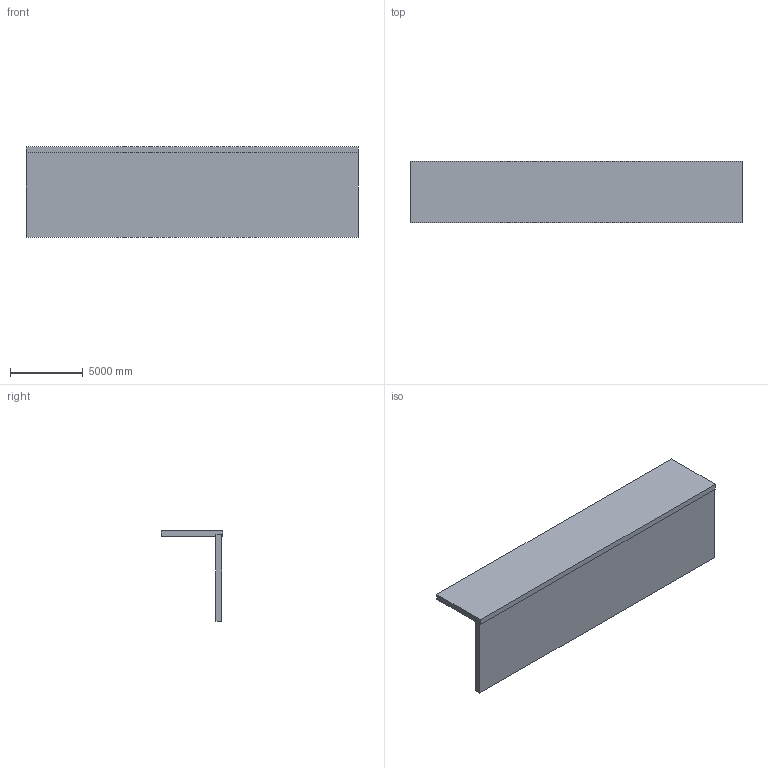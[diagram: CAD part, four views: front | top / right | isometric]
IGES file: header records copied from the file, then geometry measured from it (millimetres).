
Global section: file name: BQSP-900_1; native system: AutoCAD 2016 - English; preprocessor: Autodesk Translation Framework DWG producer (atf_dwg_producer); organization: unknown; date: 20170328.105325; units: inch
Bounding box: 22860 x 4267.2 x 6223 mm (x, y, z)
Volume: 93681567475.2 mm3; surface area: 518001544.6 mm2
Topology: 2 solids, 2 shells, 16 faces, 36 edges, 24 vertices
Faces by surface type: bspline 16
